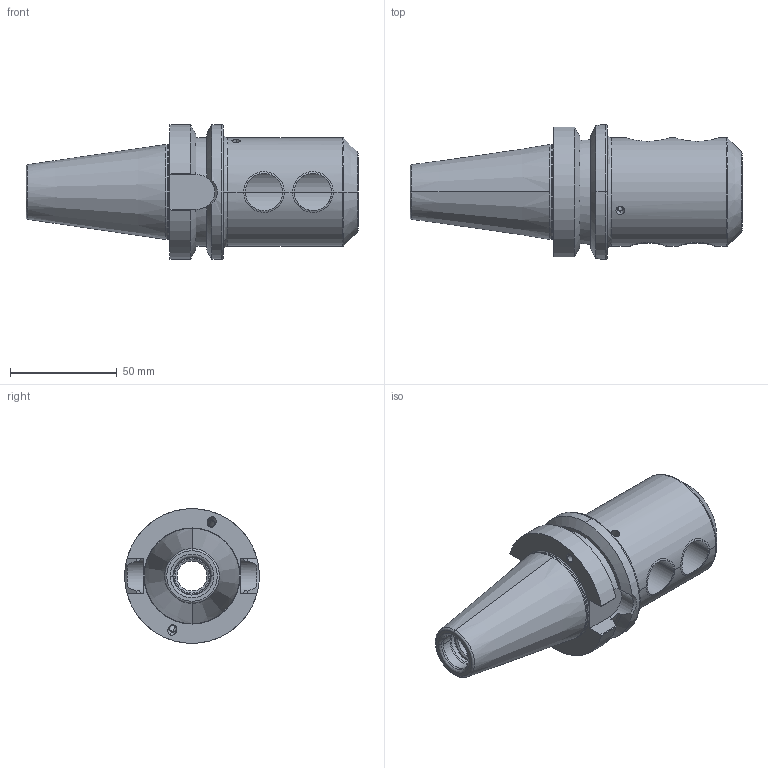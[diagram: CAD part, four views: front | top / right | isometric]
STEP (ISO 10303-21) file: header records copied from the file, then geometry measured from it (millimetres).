
FILE_DESCRIPTION((''),'2;1');
FILE_NAME('BT40ADB_EMH25_4C_90','2020-11-12T13:20:12',('ssktool'),(''),'CREO PARAMETRIC BY PTC INC, 2018100','CREO PARAMETRIC BY PTC INC, 2018100','');
FILE_SCHEMA(('CONFIG_CONTROL_DESIGN'));
Length unit declared in the file: millimetre
Products named in the file (1): BT40ADB_EMH25_4C_90
Bounding box: 155.4 x 63 x 63 mm (x, y, z)
Volume: 180717.3 mm3; surface area: 44613.6 mm2
Topology: 1 solids, 10 shells, 156 faces, 414 edges, 265 vertices
Faces by surface type: cylinder 74, plane 34, cone 28, torus 18, sphere 2
Entity records: 5799 total; most frequent: CARTESIAN_POINT 1923, DIRECTION 796, ORIENTED_EDGE 780, EDGE_CURVE 412, AXIS2_PLACEMENT_3D 331, VERTEX_POINT 265, EDGE_LOOP 187, CIRCLE 174
